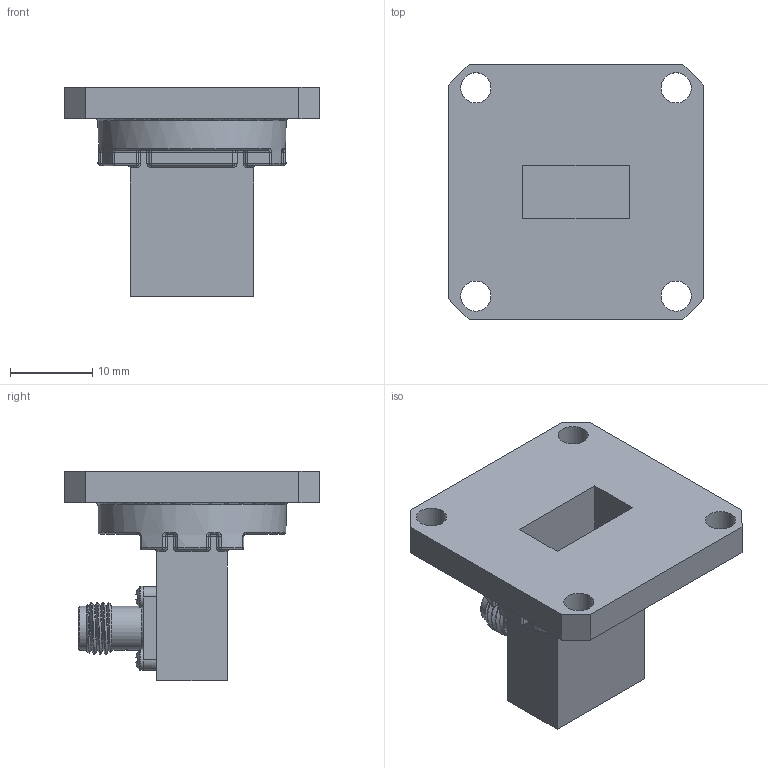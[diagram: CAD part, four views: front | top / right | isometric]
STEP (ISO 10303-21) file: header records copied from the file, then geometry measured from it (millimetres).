
FILE_DESCRIPTION (( 'STEP AP203' ), '1' );
FILE_NAME ('PEWCA1002A_3D.step', '2020-07-30T15:53:16', ( '' ), ( '' ), 'SwSTEP 2.0', 'SolidWorks 2018', '' );
FILE_SCHEMA (( 'CONFIG_CONTROL_DESIGN' ));
Length unit declared in the file: inch
Products named in the file (1): PEWCA1002A_3D
Bounding box: 31 x 31 x 25.4 mm (x, y, z)
Volume: 5811.9 mm3; surface area: 4876.3 mm2
Topology: 1 solids, 1 shells, 377 faces, 925 edges, 528 vertices
Faces by surface type: plane 139, cylinder 120, torus 38, sphere 36, bspline 23, cone 21
Full cylindrical faces by diameter (mm): 0.914 x1, 1.168 x1, 2.591 x4, 3.658 x4, 4.521 x1, 5.334 x2, 22.86 x1
Entity records: 12138 total; most frequent: CARTESIAN_POINT 3762, DIRECTION 1734, ORIENTED_EDGE 1710, EDGE_CURVE 855, AXIS2_PLACEMENT_3D 679, VERTEX_POINT 517, EDGE_LOOP 422, FACE_OUTER_BOUND 397
